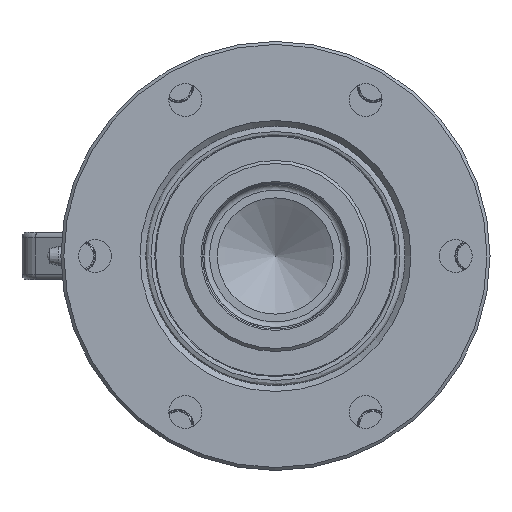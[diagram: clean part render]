
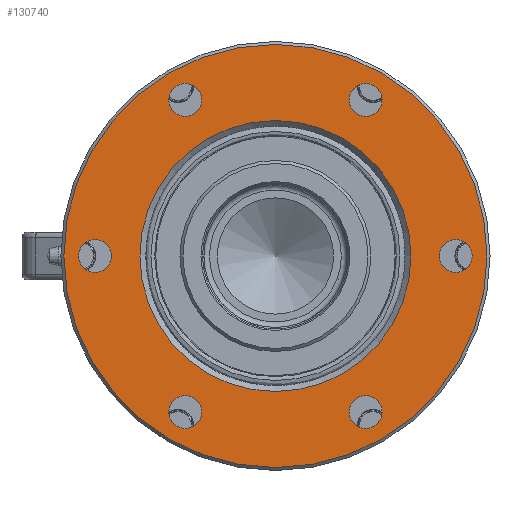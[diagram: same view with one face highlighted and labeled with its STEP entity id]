
A CAD part, left-side view. The second image highlights one B-rep face of the part: STEP entity #130740.
In plain terms, the highlighted planar face has unit normal (-1, 0, 0).
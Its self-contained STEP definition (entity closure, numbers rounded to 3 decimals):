
#2222=FACE_BOUND('',#48987,.T.);
#2223=FACE_BOUND('',#48988,.T.);
#2224=FACE_BOUND('',#48989,.T.);
#2225=FACE_BOUND('',#48990,.T.);
#2226=FACE_BOUND('',#48991,.T.);
#2227=FACE_BOUND('',#48992,.T.);
#2228=FACE_BOUND('',#48993,.T.);
#35046=PLANE('',#137446);
#41772=FACE_OUTER_BOUND('',#48986,.T.);
#48986=EDGE_LOOP('',(#108392));
#48987=EDGE_LOOP('',(#108393));
#48988=EDGE_LOOP('',(#108394));
#48989=EDGE_LOOP('',(#108395));
#48990=EDGE_LOOP('',(#108396));
#48991=EDGE_LOOP('',(#108397));
#48992=EDGE_LOOP('',(#108398));
#48993=EDGE_LOOP('',(#108399));
#51779=CIRCLE('',#137410,72.185);
#51783=CIRCLE('',#137417,8.75);
#51785=CIRCLE('',#137420,8.75);
#51787=CIRCLE('',#137423,8.75);
#51789=CIRCLE('',#137426,8.75);
#51791=CIRCLE('',#137429,8.75);
#51793=CIRCLE('',#137432,8.75);
#51802=CIRCLE('',#137447,112.7);
#61649=VERTEX_POINT('',#209824);
#61650=VERTEX_POINT('',#209833);
#61652=VERTEX_POINT('',#209839);
#61654=VERTEX_POINT('',#209845);
#61656=VERTEX_POINT('',#209851);
#61658=VERTEX_POINT('',#209857);
#61660=VERTEX_POINT('',#209863);
#61668=VERTEX_POINT('',#209890);
#77738=EDGE_CURVE('',#61649,#61649,#51779,.T.);
#77742=EDGE_CURVE('',#61650,#61650,#51783,.T.);
#77745=EDGE_CURVE('',#61652,#61652,#51785,.T.);
#77748=EDGE_CURVE('',#61654,#61654,#51787,.T.);
#77751=EDGE_CURVE('',#61656,#61656,#51789,.T.);
#77754=EDGE_CURVE('',#61658,#61658,#51791,.T.);
#77757=EDGE_CURVE('',#61660,#61660,#51793,.T.);
#77770=EDGE_CURVE('',#61668,#61668,#51802,.T.);
#108392=ORIENTED_EDGE('',*,*,#77770,.F.);
#108393=ORIENTED_EDGE('',*,*,#77738,.T.);
#108394=ORIENTED_EDGE('',*,*,#77742,.T.);
#108395=ORIENTED_EDGE('',*,*,#77745,.T.);
#108396=ORIENTED_EDGE('',*,*,#77748,.T.);
#108397=ORIENTED_EDGE('',*,*,#77751,.T.);
#108398=ORIENTED_EDGE('',*,*,#77754,.T.);
#108399=ORIENTED_EDGE('',*,*,#77757,.T.);
#130740=ADVANCED_FACE('',(#41772,#2222,#2223,#2224,#2225,#2226,#2227,#2228),
#35046,.T.);
#137410=AXIS2_PLACEMENT_3D('',#209826,#158264,#158265);
#137417=AXIS2_PLACEMENT_3D('',#209834,#158278,#158279);
#137420=AXIS2_PLACEMENT_3D('',#209840,#158285,#158286);
#137423=AXIS2_PLACEMENT_3D('',#209846,#158292,#158293);
#137426=AXIS2_PLACEMENT_3D('',#209852,#158299,#158300);
#137429=AXIS2_PLACEMENT_3D('',#209858,#158306,#158307);
#137432=AXIS2_PLACEMENT_3D('',#209864,#158313,#158314);
#137446=AXIS2_PLACEMENT_3D('',#209889,#158345,#158346);
#137447=AXIS2_PLACEMENT_3D('',#209891,#158347,#158348);
#158264=DIRECTION('center_axis',(1.,0.,0.));
#158265=DIRECTION('ref_axis',(0.,1.,0.));
#158278=DIRECTION('center_axis',(1.,0.,0.));
#158279=DIRECTION('ref_axis',(0.,0.,
1.));
#158285=DIRECTION('center_axis',(1.,0.,0.));
#158286=DIRECTION('ref_axis',(0.,-0.866,0.5));
#158292=DIRECTION('center_axis',(1.,0.,0.));
#158293=DIRECTION('ref_axis',(0.,-0.866,-0.5));
#158299=DIRECTION('center_axis',(1.,0.,0.));
#158300=DIRECTION('ref_axis',(0.,0.,
-1.));
#158306=DIRECTION('center_axis',(1.,0.,0.));
#158307=DIRECTION('ref_axis',(0.,0.866,-0.5));
#158313=DIRECTION('center_axis',(1.,0.,0.));
#158314=DIRECTION('ref_axis',(0.,0.866,0.5));
#158345=DIRECTION('center_axis',(-1.,0.,0.));
#158346=DIRECTION('ref_axis',(0.,0.,
1.));
#158347=DIRECTION('center_axis',(1.,0.,0.));
#158348=DIRECTION('ref_axis',(0.,-1.,0.));
#209824=CARTESIAN_POINT('',(-92.14,-72.185,0.));
#209826=CARTESIAN_POINT('Origin',(-92.14,0.,0.));
#209833=CARTESIAN_POINT('',(-92.14,96.05,-8.75));
#209834=CARTESIAN_POINT('Origin',(-92.14,96.05,0.));
#209839=CARTESIAN_POINT('',(-92.14,55.603,78.807));
#209840=CARTESIAN_POINT('Origin',(-92.14,48.025,83.182));
#209845=CARTESIAN_POINT('',(-92.14,-40.447,87.557));
#209846=CARTESIAN_POINT('Origin',(-92.14,-48.025,83.182));
#209851=CARTESIAN_POINT('',(-92.14,-96.05,8.75));
#209852=CARTESIAN_POINT('Origin',(-92.14,-96.05,0.));
#209857=CARTESIAN_POINT('',(-92.14,-55.603,-78.807));
#209858=CARTESIAN_POINT('Origin',(-92.14,-48.025,-83.182));
#209863=CARTESIAN_POINT('',(-92.14,40.447,-87.557));
#209864=CARTESIAN_POINT('Origin',(-92.14,48.025,-83.182));
#209889=CARTESIAN_POINT('Origin',(-92.14,114.3,0.));
#209890=CARTESIAN_POINT('',(-92.14,112.7,0.));
#209891=CARTESIAN_POINT('Origin',(-92.14,0.,0.));
